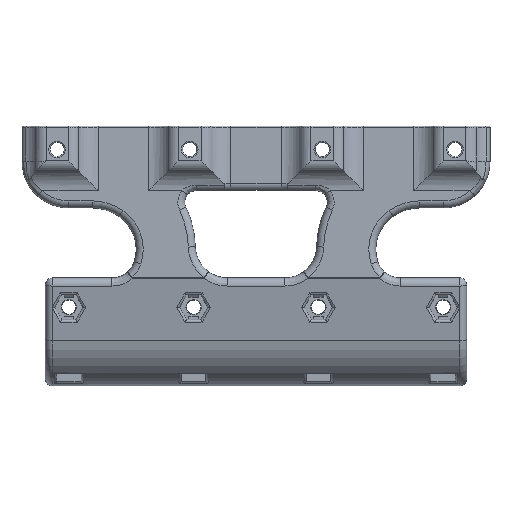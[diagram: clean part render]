
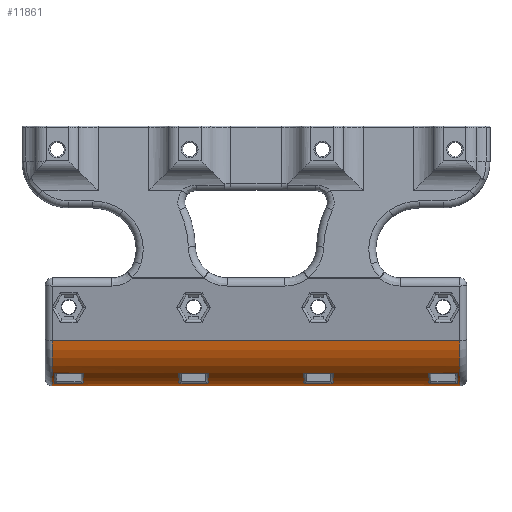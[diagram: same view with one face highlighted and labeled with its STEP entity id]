
A CAD part, front view. The second image highlights one B-rep face of the part: STEP entity #11861.
In plain terms, the highlighted cylindrical face has radius 23.1 mm (diameter 46.2 mm), a partial arc.
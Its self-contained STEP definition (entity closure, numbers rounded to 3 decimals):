
#198=CYLINDRICAL_SURFACE('',#12776,23.1);
#805=LINE('',#18877,#1708);
#867=LINE('',#19382,#1770);
#899=LINE('',#19491,#1802);
#915=LINE('',#19727,#1818);
#947=LINE('',#19837,#1850);
#993=LINE('',#20193,#1896);
#995=LINE('',#20223,#1898);
#997=LINE('',#20240,#1900);
#1008=LINE('',#20478,#1911);
#1010=LINE('',#20490,#1913);
#1708=VECTOR('',#14164,1000.);
#1770=VECTOR('',#14328,1000.);
#1802=VECTOR('',#14408,1000.);
#1818=VECTOR('',#14458,1000.);
#1850=VECTOR('',#14538,1000.);
#1896=VECTOR('',#14690,1000.);
#1898=VECTOR('',#14698,1000.);
#1900=VECTOR('',#14702,1000.);
#1911=VECTOR('',#14753,1000.);
#1913=VECTOR('',#14761,1000.);
#3712=ORIENTED_EDGE('',*,*,#6802,.F.);
#3713=ORIENTED_EDGE('',*,*,#6797,.F.);
#3714=ORIENTED_EDGE('',*,*,#6756,.F.);
#3715=ORIENTED_EDGE('',*,*,#6806,.F.);
#3716=ORIENTED_EDGE('',*,*,#6723,.F.);
#3717=ORIENTED_EDGE('',*,*,#6725,.F.);
#3718=ORIENTED_EDGE('',*,*,#6677,.F.);
#3719=ORIENTED_EDGE('',*,*,#6720,.F.);
#3720=ORIENTED_EDGE('',*,*,#6882,.F.);
#3721=ORIENTED_EDGE('',*,*,#6877,.F.);
#3722=ORIENTED_EDGE('',*,*,#6578,.F.);
#3723=ORIENTED_EDGE('',*,*,#6885,.F.);
#3724=ORIENTED_EDGE('',*,*,#6889,.F.);
#3725=ORIENTED_EDGE('',*,*,#6928,.F.);
#3726=ORIENTED_EDGE('',*,*,#6893,.F.);
#3727=ORIENTED_EDGE('',*,*,#6929,.F.);
#3728=ORIENTED_EDGE('',*,*,#6921,.F.);
#3729=ORIENTED_EDGE('',*,*,#6930,.F.);
#3730=ORIENTED_EDGE('',*,*,#6931,.F.);
#3731=ORIENTED_EDGE('',*,*,#6925,.F.);
#6578=EDGE_CURVE('',#8303,#8300,#805,.T.);
#6677=EDGE_CURVE('',#8372,#8369,#867,.T.);
#6720=EDGE_CURVE('',#8402,#8372,#9341,.T.);
#6723=EDGE_CURVE('',#8404,#8402,#899,.T.);
#6725=EDGE_CURVE('',#8369,#8404,#9342,.T.);
#6756=EDGE_CURVE('',#8421,#8418,#915,.T.);
#6797=EDGE_CURVE('',#8418,#8450,#9358,.T.);
#6802=EDGE_CURVE('',#8450,#8452,#947,.T.);
#6806=EDGE_CURVE('',#8452,#8421,#9360,.T.);
#6877=EDGE_CURVE('',#8300,#8491,#9379,.T.);
#6882=EDGE_CURVE('',#8491,#8493,#993,.T.);
#6885=EDGE_CURVE('',#8493,#8303,#9380,.T.);
#6889=EDGE_CURVE('',#8498,#8495,#995,.T.);
#6893=EDGE_CURVE('',#8502,#8499,#997,.T.);
#6921=EDGE_CURVE('',#8522,#8523,#9391,.T.);
#6925=EDGE_CURVE('',#8523,#8525,#1008,.T.);
#6928=EDGE_CURVE('',#8499,#8498,#9393,.T.);
#6929=EDGE_CURVE('',#8495,#8502,#9394,.T.);
#6930=EDGE_CURVE('',#8527,#8522,#1010,.T.);
#6931=EDGE_CURVE('',#8525,#8527,#9395,.T.);
#8300=VERTEX_POINT('',#18867);
#8303=VERTEX_POINT('',#18876);
#8369=VERTEX_POINT('',#19372);
#8372=VERTEX_POINT('',#19381);
#8402=VERTEX_POINT('',#19479);
#8404=VERTEX_POINT('',#19490);
#8418=VERTEX_POINT('',#19717);
#8421=VERTEX_POINT('',#19726);
#8450=VERTEX_POINT('',#19814);
#8452=VERTEX_POINT('',#19834);
#8491=VERTEX_POINT('',#20170);
#8493=VERTEX_POINT('',#20190);
#8495=VERTEX_POINT('',#20212);
#8498=VERTEX_POINT('',#20222);
#8499=VERTEX_POINT('',#20230);
#8502=VERTEX_POINT('',#20239);
#8522=VERTEX_POINT('',#20440);
#8523=VERTEX_POINT('',#20442);
#8525=VERTEX_POINT('',#20479);
#8527=VERTEX_POINT('',#20491);
#9341=CIRCLE('',#12656,23.1);
#9342=CIRCLE('',#12659,23.1);
#9358=CIRCLE('',#12697,23.1);
#9360=CIRCLE('',#12701,23.1);
#9379=CIRCLE('',#12750,23.1);
#9380=CIRCLE('',#12753,23.1);
#9391=CIRCLE('',#12773,23.1);
#9393=CIRCLE('',#12777,23.1);
#9394=CIRCLE('',#12778,23.1);
#9395=CIRCLE('',#12779,23.1);
#10036=EDGE_LOOP('',(#3712,#3713,#3714,#3715));
#10037=EDGE_LOOP('',(#3716,#3717,#3718,#3719));
#10038=EDGE_LOOP('',(#3720,#3721,#3722,#3723));
#10039=EDGE_LOOP('',(#3724,#3725,#3726,#3727));
#10040=EDGE_LOOP('',(#3728,#3729,#3730,#3731));
#10899=FACE_BOUND('',#10036,.T.);
#10900=FACE_BOUND('',#10037,.T.);
#10901=FACE_BOUND('',#10038,.T.);
#10902=FACE_BOUND('',#10039,.T.);
#10903=FACE_BOUND('',#10040,.T.);
#11861=ADVANCED_FACE('',(#10899,#10900,#10901,#10902,#10903),#198,.T.);
#12656=AXIS2_PLACEMENT_3D('',#19480,#14403,#14404);
#12659=AXIS2_PLACEMENT_3D('',#19499,#14411,#14412);
#12697=AXIS2_PLACEMENT_3D('',#19813,#14533,#14534);
#12701=AXIS2_PLACEMENT_3D('',#19850,#14543,#14544);
#12750=AXIS2_PLACEMENT_3D('',#20169,#14685,#14686);
#12753=AXIS2_PLACEMENT_3D('',#20204,#14693,#14694);
#12773=AXIS2_PLACEMENT_3D('',#20441,#14747,#14748);
#12776=AXIS2_PLACEMENT_3D('',#20487,#14755,#14756);
#12777=AXIS2_PLACEMENT_3D('',#20488,#14757,#14758);
#12778=AXIS2_PLACEMENT_3D('',#20489,#14759,#14760);
#12779=AXIS2_PLACEMENT_3D('',#20492,#14762,#14763);
#14164=DIRECTION('',(1.,0.,0.));
#14328=DIRECTION('',(1.,0.,0.));
#14403=DIRECTION('',(1.,0.,0.));
#14404=DIRECTION('',(0.,-0.642,-0.767));
#14408=DIRECTION('',(-1.,0.,0.));
#14411=DIRECTION('',(-1.,0.,0.));
#14412=DIRECTION('',(0.,-0.294,-0.956));
#14458=DIRECTION('',(1.,0.,0.));
#14533=DIRECTION('',(-1.,0.,0.));
#14534=DIRECTION('',(0.,-0.294,-0.956));
#14538=DIRECTION('',(-1.,0.,0.));
#14543=DIRECTION('',(1.,0.,0.));
#14544=DIRECTION('',(0.,-0.642,-0.767));
#14685=DIRECTION('',(-1.,0.,0.));
#14686=DIRECTION('',(0.,-0.294,-0.956));
#14690=DIRECTION('',(-1.,0.,0.));
#14693=DIRECTION('',(1.,0.,0.));
#14694=DIRECTION('',(0.,-0.642,-0.767));
#14698=DIRECTION('',(-1.,0.,0.));
#14702=DIRECTION('',(1.,0.,0.));
#14747=DIRECTION('',(1.,0.,0.));
#14748=DIRECTION('',(0.,-0.987,-0.162));
#14753=DIRECTION('',(-1.,0.,0.));
#14755=DIRECTION('',(-1.,0.,0.));
#14756=DIRECTION('',(0.,-1.,0.));
#14757=DIRECTION('',(-1.,0.,0.));
#14758=DIRECTION('',(0.,-0.294,-0.956));
#14759=DIRECTION('',(1.,0.,0.));
#14760=DIRECTION('',(0.,-0.642,-0.767));
#14761=DIRECTION('',(1.,0.,0.));
#14762=DIRECTION('',(-1.,0.,0.));
#14763=DIRECTION('',(0.,-0.045,-0.999));
#18867=CARTESIAN_POINT('',(86.25,20.406,-29.078));
#18876=CARTESIAN_POINT('',(73.75,20.406,-29.078));
#18877=CARTESIAN_POINT('',(73.75,20.406,-29.078));
#19372=CARTESIAN_POINT('',(-20.417,20.406,-29.078));
#19381=CARTESIAN_POINT('',(-32.917,20.406,-29.078));
#19382=CARTESIAN_POINT('',(-32.917,20.406,-29.078));
#19479=CARTESIAN_POINT('',(-32.917,12.379,-24.719));
#19480=CARTESIAN_POINT('',(-32.917,27.2,-7.));
#19490=CARTESIAN_POINT('',(-20.417,12.379,-24.719));
#19491=CARTESIAN_POINT('',(-20.417,12.379,-24.719));
#19499=CARTESIAN_POINT('',(-20.417,27.2,-7.));
#19717=CARTESIAN_POINT('',(-73.75,20.406,-29.078));
#19726=CARTESIAN_POINT('',(-86.25,20.406,-29.078));
#19727=CARTESIAN_POINT('',(-86.25,20.406,-29.078));
#19813=CARTESIAN_POINT('',(-73.75,27.2,-7.));
#19814=CARTESIAN_POINT('',(-73.75,12.379,-24.719));
#19834=CARTESIAN_POINT('',(-86.25,12.379,-24.719));
#19837=CARTESIAN_POINT('',(-73.75,12.379,-24.719));
#19850=CARTESIAN_POINT('',(-86.25,27.2,-7.));
#20169=CARTESIAN_POINT('',(86.25,27.2,-7.));
#20170=CARTESIAN_POINT('',(86.25,12.379,-24.719));
#20190=CARTESIAN_POINT('',(73.75,12.379,-24.719));
#20193=CARTESIAN_POINT('',(86.25,12.379,-24.719));
#20204=CARTESIAN_POINT('',(73.75,27.2,-7.));
#20212=CARTESIAN_POINT('',(20.417,12.379,-24.719));
#20222=CARTESIAN_POINT('',(32.917,12.379,-24.719));
#20223=CARTESIAN_POINT('',(32.917,12.379,-24.719));
#20230=CARTESIAN_POINT('',(32.917,20.406,-29.078));
#20239=CARTESIAN_POINT('',(20.417,20.406,-29.078));
#20240=CARTESIAN_POINT('',(20.417,20.406,-29.078));
#20440=CARTESIAN_POINT('',(87.,4.405,-10.741));
#20441=CARTESIAN_POINT('',(87.,27.2,-7.));
#20442=CARTESIAN_POINT('',(87.,26.155,-30.076));
#20478=CARTESIAN_POINT('',(87.,26.155,-30.076));
#20479=CARTESIAN_POINT('',(-87.,26.155,-30.076));
#20487=CARTESIAN_POINT('',(-90.,27.2,-7.));
#20488=CARTESIAN_POINT('',(32.917,27.2,-7.));
#20489=CARTESIAN_POINT('',(20.417,27.2,-7.));
#20490=CARTESIAN_POINT('',(-87.,4.405,-10.741));
#20491=CARTESIAN_POINT('',(-87.,4.405,-10.741));
#20492=CARTESIAN_POINT('',(-87.,27.2,-7.));
